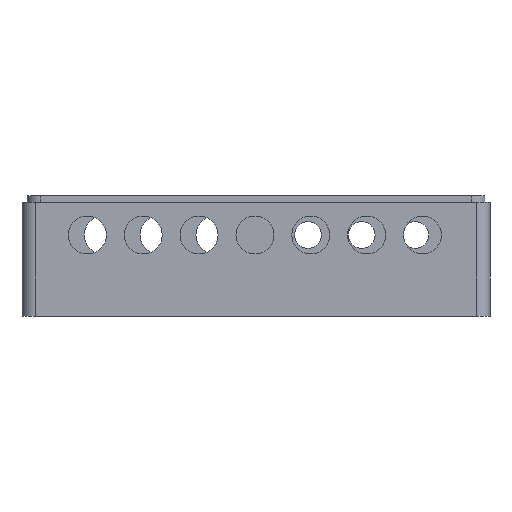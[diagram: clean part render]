
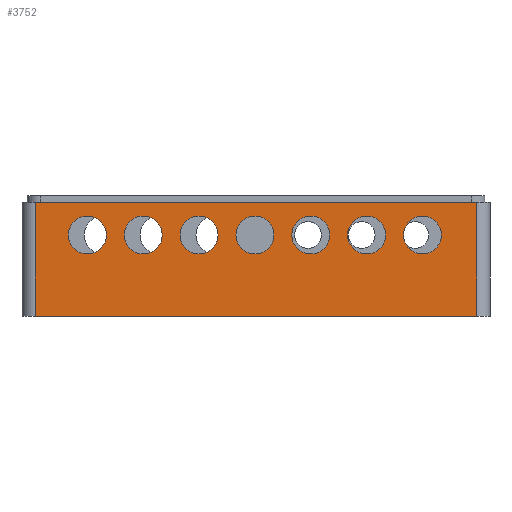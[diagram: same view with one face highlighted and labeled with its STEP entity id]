
A CAD part, left-side view. The second image highlights one B-rep face of the part: STEP entity #3752.
In plain terms, the highlighted planar face has unit normal (-1, 0, 0).
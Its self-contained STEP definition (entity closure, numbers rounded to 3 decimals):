
#55=FACE_BOUND('',#1326,.T.);
#56=FACE_BOUND('',#1327,.T.);
#57=FACE_BOUND('',#1328,.T.);
#58=FACE_BOUND('',#1329,.T.);
#59=FACE_BOUND('',#1330,.T.);
#60=FACE_BOUND('',#1331,.T.);
#61=FACE_BOUND('',#1332,.T.);
#380=LINE('',#5919,#739);
#404=LINE('',#6060,#763);
#409=LINE('',#6069,#768);
#410=LINE('',#6071,#769);
#739=VECTOR('',#4782,10.);
#763=VECTOR('',#4948,10.);
#768=VECTOR('',#4961,10.);
#769=VECTOR('',#4964,10.);
#1063=FACE_OUTER_BOUND('',#1325,.T.);
#1325=EDGE_LOOP('',(#3044,#3045,#3046,#3047));
#1326=EDGE_LOOP('',(#3048));
#1327=EDGE_LOOP('',(#3049));
#1328=EDGE_LOOP('',(#3050));
#1329=EDGE_LOOP('',(#3051));
#1330=EDGE_LOOP('',(#3052));
#1331=EDGE_LOOP('',(#3053));
#1332=EDGE_LOOP('',(#3054));
#1576=CIRCLE('',#4075,5.65);
#1577=CIRCLE('',#4076,5.65);
#1578=CIRCLE('',#4077,5.65);
#1579=CIRCLE('',#4078,5.65);
#1580=CIRCLE('',#4079,5.65);
#1581=CIRCLE('',#4080,5.65);
#1582=CIRCLE('',#4081,5.65);
#1834=VERTEX_POINT('',#5916);
#1835=VERTEX_POINT('',#5918);
#1880=VERTEX_POINT('',#6057);
#1881=VERTEX_POINT('',#6059);
#1882=VERTEX_POINT('',#6072);
#1883=VERTEX_POINT('',#6074);
#1884=VERTEX_POINT('',#6076);
#1885=VERTEX_POINT('',#6078);
#1886=VERTEX_POINT('',#6080);
#1887=VERTEX_POINT('',#6082);
#1888=VERTEX_POINT('',#6084);
#2259=EDGE_CURVE('',#1834,#1835,#380,.T.);
#2325=EDGE_CURVE('',#1881,#1880,#404,.T.);
#2331=EDGE_CURVE('',#1835,#1880,#409,.T.);
#2332=EDGE_CURVE('',#1881,#1834,#410,.T.);
#2333=EDGE_CURVE('',#1882,#1882,#1576,.T.);
#2334=EDGE_CURVE('',#1883,#1883,#1577,.T.);
#2335=EDGE_CURVE('',#1884,#1884,#1578,.T.);
#2336=EDGE_CURVE('',#1885,#1885,#1579,.T.);
#2337=EDGE_CURVE('',#1886,#1886,#1580,.T.);
#2338=EDGE_CURVE('',#1887,#1887,#1581,.T.);
#2339=EDGE_CURVE('',#1888,#1888,#1582,.T.);
#3044=ORIENTED_EDGE('',*,*,#2331,.F.);
#3045=ORIENTED_EDGE('',*,*,#2259,.F.);
#3046=ORIENTED_EDGE('',*,*,#2332,.F.);
#3047=ORIENTED_EDGE('',*,*,#2325,.T.);
#3048=ORIENTED_EDGE('',*,*,#2333,.T.);
#3049=ORIENTED_EDGE('',*,*,#2334,.T.);
#3050=ORIENTED_EDGE('',*,*,#2335,.T.);
#3051=ORIENTED_EDGE('',*,*,#2336,.T.);
#3052=ORIENTED_EDGE('',*,*,#2337,.T.);
#3053=ORIENTED_EDGE('',*,*,#2338,.T.);
#3054=ORIENTED_EDGE('',*,*,#2339,.T.);
#3560=PLANE('',#4074);
#3752=ADVANCED_FACE('',(#1063,#55,#56,#57,#58,#59,#60,#61),#3560,.F.);
#4074=AXIS2_PLACEMENT_3D('',#6070,#4962,#4963);
#4075=AXIS2_PLACEMENT_3D('',#6073,#4965,#4966);
#4076=AXIS2_PLACEMENT_3D('',#6075,#4967,#4968);
#4077=AXIS2_PLACEMENT_3D('',#6077,#4969,#4970);
#4078=AXIS2_PLACEMENT_3D('',#6079,#4971,#4972);
#4079=AXIS2_PLACEMENT_3D('',#6081,#4973,#4974);
#4080=AXIS2_PLACEMENT_3D('',#6083,#4975,#4976);
#4081=AXIS2_PLACEMENT_3D('',#6085,#4977,#4978);
#4782=DIRECTION('',(0.,1.,0.));
#4948=DIRECTION('',(0.,1.,0.));
#4961=DIRECTION('',(0.,0.,1.));
#4962=DIRECTION('center_axis',(1.,0.,0.));
#4963=DIRECTION('ref_axis',(0.,0.,-1.));
#4964=DIRECTION('',(0.,0.,-1.));
#4965=DIRECTION('center_axis',(1.,0.,0.));
#4966=DIRECTION('ref_axis',(0.,1.,0.));
#4967=DIRECTION('center_axis',(1.,0.,0.));
#4968=DIRECTION('ref_axis',(0.,1.,0.));
#4969=DIRECTION('center_axis',(1.,0.,0.));
#4970=DIRECTION('ref_axis',(0.,1.,0.));
#4971=DIRECTION('center_axis',(1.,0.,0.));
#4972=DIRECTION('ref_axis',(0.,1.,0.));
#4973=DIRECTION('center_axis',(1.,0.,0.));
#4974=DIRECTION('ref_axis',(0.,1.,0.));
#4975=DIRECTION('center_axis',(1.,0.,0.));
#4976=DIRECTION('ref_axis',(0.,1.,0.));
#4977=DIRECTION('center_axis',(1.,0.,0.));
#4978=DIRECTION('ref_axis',(0.,1.,0.));
#5916=CARTESIAN_POINT('',(47.43,-169.57,-4.));
#5918=CARTESIAN_POINT('',(47.43,-37.93,-4.));
#5919=CARTESIAN_POINT('',(47.43,-71.465,-4.));
#6057=CARTESIAN_POINT('',(47.43,-37.93,30.));
#6059=CARTESIAN_POINT('',(47.43,-169.57,30.));
#6060=CARTESIAN_POINT('',(47.43,-70.59,30.));
#6069=CARTESIAN_POINT('',(47.43,-37.93,-0.75));
#6070=CARTESIAN_POINT('Origin',(47.43,-37.43,0.));
#6071=CARTESIAN_POINT('',(47.43,-169.57,-0.75));
#6072=CARTESIAN_POINT('',(47.43,-59.08,20.255));
#6073=CARTESIAN_POINT('Origin',(47.43,-53.43,20.255));
#6074=CARTESIAN_POINT('',(47.43,-75.747,20.255));
#6075=CARTESIAN_POINT('Origin',(47.43,-70.097,20.255));
#6076=CARTESIAN_POINT('',(47.43,-92.414,20.255));
#6077=CARTESIAN_POINT('Origin',(47.43,-86.764,20.255));
#6078=CARTESIAN_POINT('',(47.43,-109.08,20.255));
#6079=CARTESIAN_POINT('Origin',(47.43,-103.43,20.255));
#6080=CARTESIAN_POINT('',(47.43,-125.747,20.255));
#6081=CARTESIAN_POINT('Origin',(47.43,-120.097,20.255));
#6082=CARTESIAN_POINT('',(47.43,-142.414,20.255));
#6083=CARTESIAN_POINT('Origin',(47.43,-136.764,20.255));
#6084=CARTESIAN_POINT('',(47.43,-159.08,20.255));
#6085=CARTESIAN_POINT('Origin',(47.43,-153.43,20.255));
